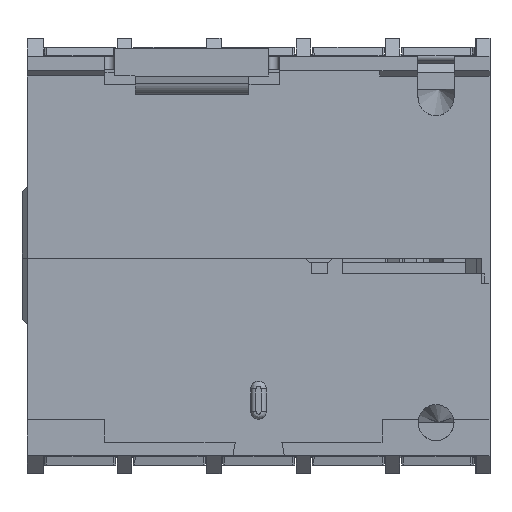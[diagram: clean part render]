
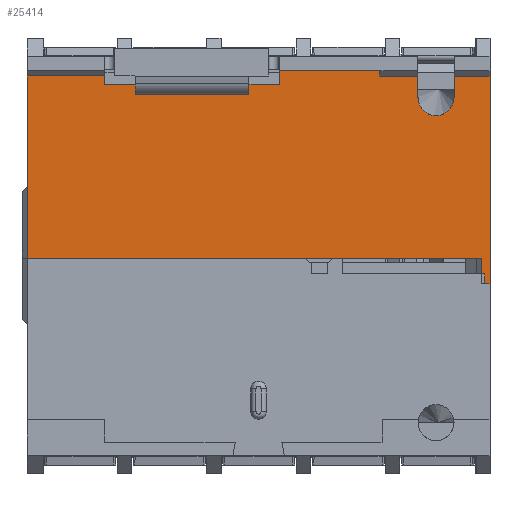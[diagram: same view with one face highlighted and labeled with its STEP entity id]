
A CAD part, front view. The second image highlights one B-rep face of the part: STEP entity #25414.
In plain terms, the highlighted planar face has unit normal (0, -1, -0.004).
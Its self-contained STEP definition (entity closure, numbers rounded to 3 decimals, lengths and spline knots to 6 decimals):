
#15614=DIRECTION('',(-1.,0.,0.));
#15615=VECTOR('',#15614,0.0135);
#15616=CARTESIAN_POINT('',(-0.017883,-0.022744,
-0.000176));
#15617=LINE('',#15616,#15615);
#15618=DIRECTION('',(-1.,0.,0.));
#15619=VECTOR('',#15618,0.001);
#15620=CARTESIAN_POINT('',(-0.031383,-0.022744,
-0.000176));
#15621=LINE('',#15620,#15619);
#15622=DIRECTION('',(-1.,0.,0.));
#15623=VECTOR('',#15622,0.0026);
#15624=CARTESIAN_POINT('',(-0.032383,-0.022744,
-0.000176));
#15625=LINE('',#15624,#15623);
#15626=DIRECTION('',(-1.,0.,0.));
#15627=VECTOR('',#15626,0.0271);
#15628=CARTESIAN_POINT('',(-0.034983,-0.022744,
-0.000176));
#15629=LINE('',#15628,#15627);
#15630=DIRECTION('',(1.,0.,0.));
#15631=VECTOR('',#15630,0.0075);
#15632=CARTESIAN_POINT('',(-0.062083,-0.022805,
0.017524));
#15633=LINE('',#15632,#15631);
#15634=DIRECTION('',(0.,0.003,-1.));
#15635=VECTOR('',#15634,0.000869);
#15636=CARTESIAN_POINT('',(-0.054583,-0.022805,
0.017524));
#15637=LINE('',#15636,#15635);
#15638=DIRECTION('',(1.,0.,0.));
#15639=VECTOR('',#15638,0.017);
#15640=CARTESIAN_POINT('',(-0.054583,-0.022802,
0.016655));
#15641=LINE('',#15640,#15639);
#15642=DIRECTION('',(0.,-0.003,1.));
#15643=VECTOR('',#15642,0.001369);
#15644=CARTESIAN_POINT('',(-0.037583,-0.022802,
0.016655));
#15645=LINE('',#15644,#15643);
#15646=DIRECTION('',(1.,0.,0.));
#15647=VECTOR('',#15646,0.0098);
#15648=CARTESIAN_POINT('',(-0.037583,-0.022807,
0.018024));
#15649=LINE('',#15648,#15647);
#15650=DIRECTION('',(1.,0.,0.));
#15651=VECTOR('',#15650,0.003695);
#15652=CARTESIAN_POINT('',(-0.027783,-0.022805,
0.017524));
#15653=LINE('',#15652,#15651);
#15654=CARTESIAN_POINT('',(-0.024088,-0.022805,
0.017524));
#15655=CARTESIAN_POINT('',(-0.024085,-0.022803,
0.016824));
#15656=CARTESIAN_POINT('',(-0.024086,-0.022801,
0.016124));
#15657=CARTESIAN_POINT('',(-0.024083,-0.022798,
0.015424));
#15659=CARTESIAN_POINT('',(-0.024083,-0.022798,
0.015424));
#15660=CARTESIAN_POINT('',(-0.024083,-0.022797,
0.015133));
#15661=CARTESIAN_POINT('',(-0.023956,-0.022795,
0.014676));
#15662=CARTESIAN_POINT('',(-0.023596,-0.022794,
0.014161));
#15663=CARTESIAN_POINT('',(-0.023081,-0.022792,
0.013801));
#15664=CARTESIAN_POINT('',(-0.022624,-0.022792,
0.013674));
#15665=CARTESIAN_POINT('',(-0.022333,-0.022792,
0.013674));
#15667=CARTESIAN_POINT('',(-0.022333,-0.022792,
0.013674));
#15668=CARTESIAN_POINT('',(-0.022041,-0.022792,
0.013674));
#15669=CARTESIAN_POINT('',(-0.021584,-0.022792,
0.013801));
#15670=CARTESIAN_POINT('',(-0.021069,-0.022794,
0.014161));
#15671=CARTESIAN_POINT('',(-0.020709,-0.022795,
0.014676));
#15672=CARTESIAN_POINT('',(-0.020583,-0.022797,
0.015133));
#15673=CARTESIAN_POINT('',(-0.020583,-0.022798,
0.015424));
#15675=CARTESIAN_POINT('',(-0.020582,-0.022798,
0.015424));
#15676=CARTESIAN_POINT('',(-0.02058,-0.022801,
0.016124));
#15677=CARTESIAN_POINT('',(-0.02058,-0.022803,
0.016824));
#15678=CARTESIAN_POINT('',(-0.020577,-0.022805,
0.017524));
#15680=DIRECTION('',(1.,0.,0.));
#15681=VECTOR('',#15680,0.003495);
#15682=CARTESIAN_POINT('',(-0.020577,-0.022805,
0.017524));
#15683=LINE('',#15682,#15681);
#15684=DIRECTION('',(-1.,0.,0.));
#15685=VECTOR('',#15684,0.0008);
#15686=CARTESIAN_POINT('',(-0.017083,-0.022735,
-0.002676));
#15687=LINE('',#15686,#15685);
#16024=DIRECTION('',(0.,0.003,-1.));
#16025=VECTOR('',#16024,0.0025);
#16026=CARTESIAN_POINT('',(-0.017883,-0.022744,
-0.000176));
#16027=LINE('',#16026,#16025);
#16164=DIRECTION('',(0.,-0.003,1.));
#16165=VECTOR('',#16164,0.0202);
#16166=CARTESIAN_POINT('',(-0.017083,-0.022735,
-0.002676));
#16167=LINE('',#16166,#16165);
#17871=DIRECTION('',(0.,0.003,-1.));
#17872=VECTOR('',#17871,0.0177);
#17873=CARTESIAN_POINT('',(-0.062083,-0.022805,
0.017524));
#17874=LINE('',#17873,#17872);
#18901=DIRECTION('',(0.,-0.003,1.));
#18902=VECTOR('',#18901,0.0005);
#18903=CARTESIAN_POINT('',(-0.027783,-0.022805,
0.017524));
#18904=LINE('',#18903,#18902);
#22437=CARTESIAN_POINT('',(-0.020577,-0.022805,
0.017524));
#22438=VERTEX_POINT('',#22437);
#22439=VERTEX_POINT('',#15675);
#22485=CARTESIAN_POINT('',(-0.017083,-0.022735,
-0.002676));
#22486=VERTEX_POINT('',#22485);
#22487=CARTESIAN_POINT('',(-0.017083,-0.022805,
0.017524));
#22488=VERTEX_POINT('',#22487);
#22589=CARTESIAN_POINT('',(-0.034983,-0.022744,
-0.000176));
#22590=VERTEX_POINT('',#22589);
#22591=CARTESIAN_POINT('',(-0.032383,-0.022744,
-0.000176));
#22592=VERTEX_POINT('',#22591);
#22597=CARTESIAN_POINT('',(-0.031383,-0.022744,
-0.000176));
#22598=VERTEX_POINT('',#22597);
#22599=CARTESIAN_POINT('',(-0.017883,-0.022744,
-0.000176));
#22600=VERTEX_POINT('',#22599);
#22616=CARTESIAN_POINT('',(-0.062083,-0.022744,
-0.000176));
#22617=VERTEX_POINT('',#22616);
#22644=CARTESIAN_POINT('',(-0.037583,-0.022802,
0.016655));
#22645=VERTEX_POINT('',#22644);
#22646=CARTESIAN_POINT('',(-0.054583,-0.022802,
0.016655));
#22647=VERTEX_POINT('',#22646);
#22743=CARTESIAN_POINT('',(-0.054583,-0.022805,
0.017524));
#22744=VERTEX_POINT('',#22743);
#22755=CARTESIAN_POINT('',(-0.062083,-0.022805,
0.017524));
#22756=VERTEX_POINT('',#22755);
#22757=CARTESIAN_POINT('',(-0.037583,-0.022807,
0.018024));
#22758=VERTEX_POINT('',#22757);
#22759=CARTESIAN_POINT('',(-0.027783,-0.022807,
0.018024));
#22760=VERTEX_POINT('',#22759);
#22761=CARTESIAN_POINT('',(-0.027783,-0.022805,
0.017524));
#22762=VERTEX_POINT('',#22761);
#22763=CARTESIAN_POINT('',(-0.024088,-0.022805,
0.017524));
#22764=VERTEX_POINT('',#22763);
#22765=VERTEX_POINT('',#15657);
#22766=VERTEX_POINT('',#15665);
#22767=CARTESIAN_POINT('',(-0.017883,-0.022735,
-0.002676));
#22768=VERTEX_POINT('',#22767);
#25369=CARTESIAN_POINT('',(-0.062083,-0.022807,
0.018124));
#25370=DIRECTION('',(0.,-1.,-0.003));
#25371=DIRECTION('',(0.,0.003,-1.));
#25372=AXIS2_PLACEMENT_3D('',#25369,#25370,#25371);
#25373=PLANE('',#25372);
#25375=ORIENTED_EDGE('',*,*,#25374,.T.);
#25377=ORIENTED_EDGE('',*,*,#25376,.T.);
#25379=ORIENTED_EDGE('',*,*,#25378,.T.);
#25381=ORIENTED_EDGE('',*,*,#25380,.T.);
#25383=ORIENTED_EDGE('',*,*,#25382,.F.);
#25385=ORIENTED_EDGE('',*,*,#25384,.T.);
#25387=ORIENTED_EDGE('',*,*,#25386,.T.);
#25389=ORIENTED_EDGE('',*,*,#25388,.T.);
#25391=ORIENTED_EDGE('',*,*,#25390,.T.);
#25393=ORIENTED_EDGE('',*,*,#25392,.T.);
#25395=ORIENTED_EDGE('',*,*,#25394,.F.);
#25396=ORIENTED_EDGE('',*,*,#25353,.T.);
#25397=ORIENTED_EDGE('',*,*,#25335,.T.);
#25399=ORIENTED_EDGE('',*,*,#25398,.T.);
#25401=ORIENTED_EDGE('',*,*,#25400,.T.);
#25403=ORIENTED_EDGE('',*,*,#25402,.T.);
#25405=ORIENTED_EDGE('',*,*,#25404,.T.);
#25407=ORIENTED_EDGE('',*,*,#25406,.F.);
#25409=ORIENTED_EDGE('',*,*,#25408,.T.);
#25411=ORIENTED_EDGE('',*,*,#25410,.F.);
#25412=EDGE_LOOP('',(#25375,#25377,#25379,#25381,#25383,#25385,#25387,#25389,
#25391,#25393,#25395,#25396,#25397,#25399,#25401,#25403,#25405,#25407,#25409,
#25411));
#25413=FACE_OUTER_BOUND('',#25412,.F.);
#15658=B_SPLINE_CURVE_WITH_KNOTS('',3,(#15654,#15655,#15656,#15657),
.UNSPECIFIED.,.F.,.F.,(4,4),(0.,1.),.UNSPECIFIED.);
#15666=B_SPLINE_CURVE_WITH_KNOTS('',3,(#15659,#15660,#15661,#15662,#15663,
#15664,#15665),.UNSPECIFIED.,.F.,.F.,(4,1,1,1,4),(0.,0.25,0.5,0.75,
1.),.UNSPECIFIED.);
#15674=B_SPLINE_CURVE_WITH_KNOTS('',3,(#15667,#15668,#15669,#15670,#15671,
#15672,#15673),.UNSPECIFIED.,.F.,.F.,(4,1,1,1,4),(0.,0.25,0.5,0.75,
1.),.UNSPECIFIED.);
#15679=B_SPLINE_CURVE_WITH_KNOTS('',3,(#15675,#15676,#15677,#15678),
.UNSPECIFIED.,.F.,.F.,(4,4),(0.,1.),.UNSPECIFIED.);
#25335=EDGE_CURVE('',#22764,#22765,#15658,.T.);
#25353=EDGE_CURVE('',#22762,#22764,#15653,.T.);
#25374=EDGE_CURVE('',#22600,#22598,#15617,.T.);
#25376=EDGE_CURVE('',#22598,#22592,#15621,.T.);
#25378=EDGE_CURVE('',#22592,#22590,#15625,.T.);
#25380=EDGE_CURVE('',#22590,#22617,#15629,.T.);
#25382=EDGE_CURVE('',#22756,#22617,#17874,.T.);
#25384=EDGE_CURVE('',#22756,#22744,#15633,.T.);
#25386=EDGE_CURVE('',#22744,#22647,#15637,.T.);
#25388=EDGE_CURVE('',#22647,#22645,#15641,.T.);
#25390=EDGE_CURVE('',#22645,#22758,#15645,.T.);
#25392=EDGE_CURVE('',#22758,#22760,#15649,.T.);
#25394=EDGE_CURVE('',#22762,#22760,#18904,.T.);
#25398=EDGE_CURVE('',#22765,#22766,#15666,.T.);
#25400=EDGE_CURVE('',#22766,#22439,#15674,.T.);
#25402=EDGE_CURVE('',#22439,#22438,#15679,.T.);
#25404=EDGE_CURVE('',#22438,#22488,#15683,.T.);
#25406=EDGE_CURVE('',#22486,#22488,#16167,.T.);
#25408=EDGE_CURVE('',#22486,#22768,#15687,.T.);
#25410=EDGE_CURVE('',#22600,#22768,#16027,.T.);
#25414=ADVANCED_FACE('',(#25413),#25373,.T.);
